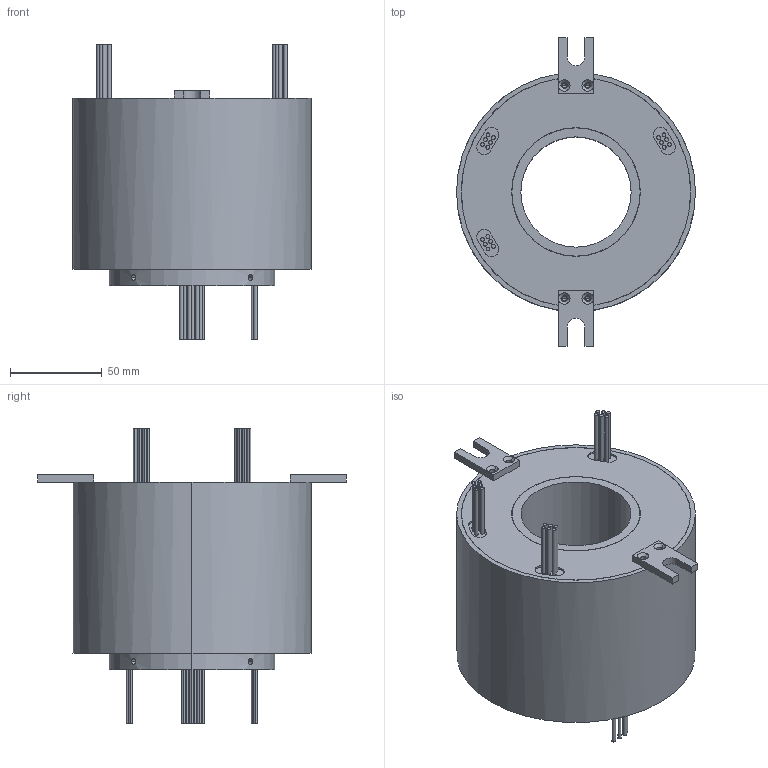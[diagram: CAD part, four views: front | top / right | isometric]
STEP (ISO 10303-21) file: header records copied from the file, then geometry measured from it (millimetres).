
FILE_DESCRIPTION (( 'STEP AP214' ), '1' );
FILE_NAME ('RT60130-P1810.STEP', '2020-07-29T09:36:52', ( 'admin321' ), ( '' ), 'SwSTEP 2.0', 'SolidWorks 2014', '' );
FILE_SCHEMA (( 'AUTOMOTIVE_DESIGN' ));
Length unit declared in the file: millimetre
Products named in the file (1): RT60130-P1810
Bounding box: 130 x 168 x 160.2 mm (x, y, z)
Volume: 1011069 mm3; surface area: 97406.1 mm2
Topology: 1 solids, 1 shells, 237 faces, 533 edges, 342 vertices
Faces by surface type: cylinder 133, plane 88, cone 16
Entity records: 7259 total; most frequent: CARTESIAN_POINT 1521, DIRECTION 1255, ORIENTED_EDGE 1050, EDGE_CURVE 525, AXIS2_PLACEMENT_3D 508, VERTEX_POINT 342, EDGE_LOOP 303, CIRCLE 270
